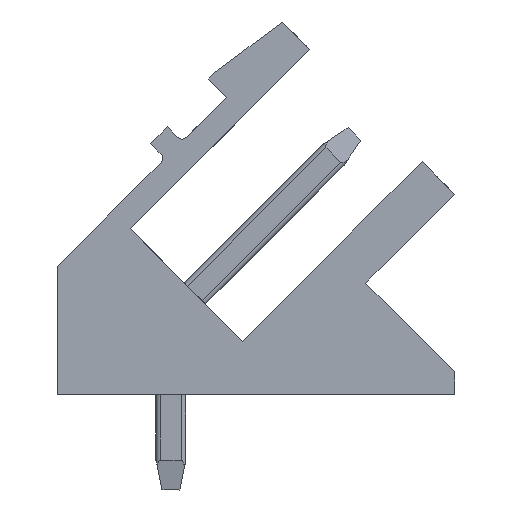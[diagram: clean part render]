
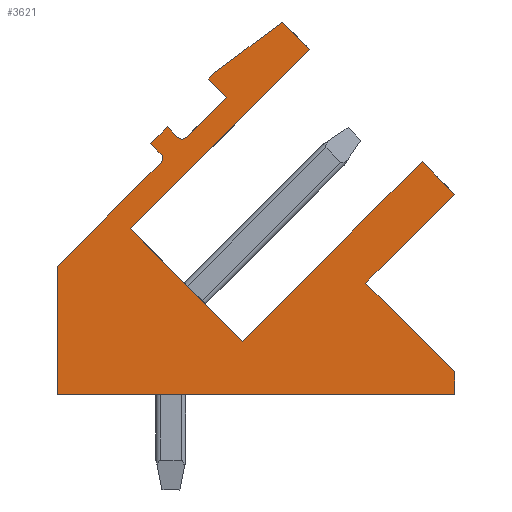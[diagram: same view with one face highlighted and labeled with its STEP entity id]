
A CAD part, left-side view. The second image highlights one B-rep face of the part: STEP entity #3621.
In plain terms, the highlighted planar face has unit normal (-1, 0, 0).
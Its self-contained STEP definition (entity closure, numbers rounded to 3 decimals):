
#3193=AXIS2_PLACEMENT_3D('Circle Axis2P3D',#3191,#3192,$) ;
#3592=AXIS2_PLACEMENT_3D('Plane Axis2P3D',#3589,#3590,#3591) ;
#3596=AXIS2_PLACEMENT_3D('Circle Axis2P3D',#3594,#3595,$) ;
#213=CARTESIAN_POINT('Vertex',(0.,8.98,11.809)) ;
#216=CARTESIAN_POINT('Line Origine',(0.,8.309,12.481)) ;
#220=CARTESIAN_POINT('Vertex',(0.,7.637,13.153)) ;
#635=CARTESIAN_POINT('Vertex',(0.,4.851,14.751)) ;
#638=CARTESIAN_POINT('Line Origine',(0.,7.856,11.746)) ;
#642=CARTESIAN_POINT('Vertex',(0.,10.861,8.74)) ;
#711=CARTESIAN_POINT('Vertex',(0.,5.77,15.67)) ;
#714=CARTESIAN_POINT('Line Origine',(0.,5.31,15.21)) ;
#1056=CARTESIAN_POINT('Line Origine',(0.,7.941,13.457)) ;
#1060=CARTESIAN_POINT('Vertex',(0.,8.245,13.761)) ;
#1498=CARTESIAN_POINT('Line Origine',(0.,8.98,6.859)) ;
#1502=CARTESIAN_POINT('Vertex',(0.,7.099,4.979)) ;
#2254=CARTESIAN_POINT('Line Origine',(0.,8.139,13.867)) ;
#2258=CARTESIAN_POINT('Vertex',(0.,8.033,13.973)) ;
#2278=CARTESIAN_POINT('Line Origine',(0.,4.094,7.984)) ;
#2282=CARTESIAN_POINT('Vertex',(0.,1.089,10.989)) ;
#2620=CARTESIAN_POINT('Line Origine',(0.,0.544,10.444)) ;
#2624=CARTESIAN_POINT('Vertex',(0.,0.,9.9)) ;
#2656=CARTESIAN_POINT('Line Origine',(0.,1.485,8.415)) ;
#2660=CARTESIAN_POINT('Vertex',(0.,2.97,6.93)) ;
#2680=CARTESIAN_POINT('Line Origine',(0.,1.485,5.445)) ;
#2684=CARTESIAN_POINT('Vertex',(0.,0.,3.96)) ;
#2704=CARTESIAN_POINT('Line Origine',(0.,0.,3.58)) ;
#2708=CARTESIAN_POINT('Vertex',(0.,0.,3.2)) ;
#2728=CARTESIAN_POINT('Line Origine',(0.,6.65,3.2)) ;
#2732=CARTESIAN_POINT('Vertex',(0.,13.3,3.2)) ;
#3148=CARTESIAN_POINT('Line Origine',(0.,13.3,5.345)) ;
#3152=CARTESIAN_POINT('Vertex',(0.,13.3,7.489)) ;
#3167=CARTESIAN_POINT('Line Origine',(0.,11.564,9.225)) ;
#3171=CARTESIAN_POINT('Vertex',(0.,9.829,10.961)) ;
#3191=CARTESIAN_POINT('Axis2P3D Location',(0.,9.97,11.102)) ;
#3195=CARTESIAN_POINT('Vertex',(0.,9.829,11.244)) ;
#3215=CARTESIAN_POINT('Line Origine',(0.,10.006,11.42)) ;
#3219=CARTESIAN_POINT('Vertex',(0.,10.182,11.597)) ;
#3239=CARTESIAN_POINT('Line Origine',(0.,9.899,11.88)) ;
#3243=CARTESIAN_POINT('Vertex',(0.,9.617,12.163)) ;
#3263=CARTESIAN_POINT('Line Origine',(0.,9.44,11.986)) ;
#3267=CARTESIAN_POINT('Vertex',(0.,9.263,11.809)) ;
#3347=CARTESIAN_POINT('Line Origine',(0.,6.901,14.821)) ;
#3589=CARTESIAN_POINT('Axis2P3D Location',(0.,0.,0.)) ;
#3594=CARTESIAN_POINT('Axis2P3D Location',(0.,9.122,11.951)) ;
#217=DIRECTION('Vector Direction',(0.,-0.707,0.707)) ;
#639=DIRECTION('Vector Direction',(0.,0.707,-0.707)) ;
#715=DIRECTION('Vector Direction',(0.,-0.707,-0.707)) ;
#1057=DIRECTION('Vector Direction',(0.,0.707,0.707)) ;
#1499=DIRECTION('Vector Direction',(0.,-0.707,-0.707)) ;
#2255=DIRECTION('Vector Direction',(0.,-0.707,0.707)) ;
#2279=DIRECTION('Vector Direction',(0.,-0.707,0.707)) ;
#2621=DIRECTION('Vector Direction',(0.,-0.707,-0.707)) ;
#2657=DIRECTION('Vector Direction',(0.,0.707,-0.707)) ;
#2681=DIRECTION('Vector Direction',(0.,-0.707,-0.707)) ;
#2705=DIRECTION('Vector Direction',(0.,0.,-1.)) ;
#2729=DIRECTION('Vector Direction',(0.,1.,0.)) ;
#3149=DIRECTION('Vector Direction',(0.,0.,1.)) ;
#3168=DIRECTION('Vector Direction',(0.,-0.707,0.707)) ;
#3192=DIRECTION('Axis2P3D Direction',(-1.,0.,0.)) ;
#3216=DIRECTION('Vector Direction',(0.,0.707,0.707)) ;
#3240=DIRECTION('Vector Direction',(0.,-0.707,0.707)) ;
#3264=DIRECTION('Vector Direction',(0.,-0.707,-0.707)) ;
#3348=DIRECTION('Vector Direction',(0.,-0.8,0.6)) ;
#3590=DIRECTION('Axis2P3D Direction',(-1.,0.,0.)) ;
#3591=DIRECTION('Axis2P3D XDirection',(0.,0.,1.)) ;
#3595=DIRECTION('Axis2P3D Direction',(-1.,0.,0.)) ;
#218=VECTOR('Line Direction',#217,1.) ;
#640=VECTOR('Line Direction',#639,1.) ;
#716=VECTOR('Line Direction',#715,1.) ;
#1058=VECTOR('Line Direction',#1057,1.) ;
#1500=VECTOR('Line Direction',#1499,1.) ;
#2256=VECTOR('Line Direction',#2255,1.) ;
#2280=VECTOR('Line Direction',#2279,1.) ;
#2622=VECTOR('Line Direction',#2621,1.) ;
#2658=VECTOR('Line Direction',#2657,1.) ;
#2682=VECTOR('Line Direction',#2681,1.) ;
#2706=VECTOR('Line Direction',#2705,1.) ;
#2730=VECTOR('Line Direction',#2729,1.) ;
#3150=VECTOR('Line Direction',#3149,1.) ;
#3169=VECTOR('Line Direction',#3168,1.) ;
#3217=VECTOR('Line Direction',#3216,1.) ;
#3241=VECTOR('Line Direction',#3240,1.) ;
#3265=VECTOR('Line Direction',#3264,1.) ;
#3349=VECTOR('Line Direction',#3348,1.) ;
#3600=ORIENTED_EDGE('',*,*,#1504,.T.) ;
#3601=ORIENTED_EDGE('',*,*,#644,.T.) ;
#3602=ORIENTED_EDGE('',*,*,#718,.T.) ;
#3603=ORIENTED_EDGE('',*,*,#3351,.T.) ;
#3604=ORIENTED_EDGE('',*,*,#2260,.T.) ;
#3605=ORIENTED_EDGE('',*,*,#1062,.T.) ;
#3606=ORIENTED_EDGE('',*,*,#222,.T.) ;
#3607=ORIENTED_EDGE('',*,*,#3598,.T.) ;
#3608=ORIENTED_EDGE('',*,*,#3269,.T.) ;
#3609=ORIENTED_EDGE('',*,*,#3245,.T.) ;
#3610=ORIENTED_EDGE('',*,*,#3221,.T.) ;
#3611=ORIENTED_EDGE('',*,*,#3197,.T.) ;
#3612=ORIENTED_EDGE('',*,*,#3173,.T.) ;
#3613=ORIENTED_EDGE('',*,*,#3154,.T.) ;
#3614=ORIENTED_EDGE('',*,*,#2734,.T.) ;
#3615=ORIENTED_EDGE('',*,*,#2710,.T.) ;
#3616=ORIENTED_EDGE('',*,*,#2686,.T.) ;
#3617=ORIENTED_EDGE('',*,*,#2662,.T.) ;
#3618=ORIENTED_EDGE('',*,*,#2626,.T.) ;
#3619=ORIENTED_EDGE('',*,*,#2284,.T.) ;
#3621=ADVANCED_FACE('Housing',(#3620),#3593,.T.) ;
#3194=CIRCLE('generated circle',#3193,0.2) ;
#3597=CIRCLE('generated circle',#3596,0.2) ;
#222=EDGE_CURVE('',#221,#214,#219,.F.) ;
#644=EDGE_CURVE('',#643,#636,#641,.F.) ;
#718=EDGE_CURVE('',#636,#712,#717,.F.) ;
#1062=EDGE_CURVE('',#1061,#221,#1059,.F.) ;
#1504=EDGE_CURVE('',#1503,#643,#1501,.F.) ;
#2260=EDGE_CURVE('',#2259,#1061,#2257,.F.) ;
#2284=EDGE_CURVE('',#2283,#1503,#2281,.F.) ;
#2626=EDGE_CURVE('',#2625,#2283,#2623,.F.) ;
#2662=EDGE_CURVE('',#2661,#2625,#2659,.F.) ;
#2686=EDGE_CURVE('',#2685,#2661,#2683,.F.) ;
#2710=EDGE_CURVE('',#2709,#2685,#2707,.F.) ;
#2734=EDGE_CURVE('',#2733,#2709,#2731,.F.) ;
#3154=EDGE_CURVE('',#3153,#2733,#3151,.F.) ;
#3173=EDGE_CURVE('',#3172,#3153,#3170,.F.) ;
#3197=EDGE_CURVE('',#3196,#3172,#3194,.F.) ;
#3221=EDGE_CURVE('',#3220,#3196,#3218,.F.) ;
#3245=EDGE_CURVE('',#3244,#3220,#3242,.F.) ;
#3269=EDGE_CURVE('',#3268,#3244,#3266,.F.) ;
#3351=EDGE_CURVE('',#712,#2259,#3350,.F.) ;
#3598=EDGE_CURVE('',#214,#3268,#3597,.F.) ;
#3599=EDGE_LOOP('',(#3600,#3601,#3602,#3603,#3604,#3605,#3606,#3607,#3608,#3609,#3610,#3611,#3612,#3613,#3614,#3615,#3616,#3617,#3618,#3619)) ;
#3620=FACE_OUTER_BOUND('',#3599,.T.) ;
#219=LINE('Line',#216,#218) ;
#641=LINE('Line',#638,#640) ;
#717=LINE('Line',#714,#716) ;
#1059=LINE('Line',#1056,#1058) ;
#1501=LINE('Line',#1498,#1500) ;
#2257=LINE('Line',#2254,#2256) ;
#2281=LINE('Line',#2278,#2280) ;
#2623=LINE('Line',#2620,#2622) ;
#2659=LINE('Line',#2656,#2658) ;
#2683=LINE('Line',#2680,#2682) ;
#2707=LINE('Line',#2704,#2706) ;
#2731=LINE('Line',#2728,#2730) ;
#3151=LINE('Line',#3148,#3150) ;
#3170=LINE('Line',#3167,#3169) ;
#3218=LINE('Line',#3215,#3217) ;
#3242=LINE('Line',#3239,#3241) ;
#3266=LINE('Line',#3263,#3265) ;
#3350=LINE('Line',#3347,#3349) ;
#3593=PLANE('',#3592) ;
#214=VERTEX_POINT('',#213) ;
#221=VERTEX_POINT('',#220) ;
#636=VERTEX_POINT('',#635) ;
#643=VERTEX_POINT('',#642) ;
#712=VERTEX_POINT('',#711) ;
#1061=VERTEX_POINT('',#1060) ;
#1503=VERTEX_POINT('',#1502) ;
#2259=VERTEX_POINT('',#2258) ;
#2283=VERTEX_POINT('',#2282) ;
#2625=VERTEX_POINT('',#2624) ;
#2661=VERTEX_POINT('',#2660) ;
#2685=VERTEX_POINT('',#2684) ;
#2709=VERTEX_POINT('',#2708) ;
#2733=VERTEX_POINT('',#2732) ;
#3153=VERTEX_POINT('',#3152) ;
#3172=VERTEX_POINT('',#3171) ;
#3196=VERTEX_POINT('',#3195) ;
#3220=VERTEX_POINT('',#3219) ;
#3244=VERTEX_POINT('',#3243) ;
#3268=VERTEX_POINT('',#3267) ;
